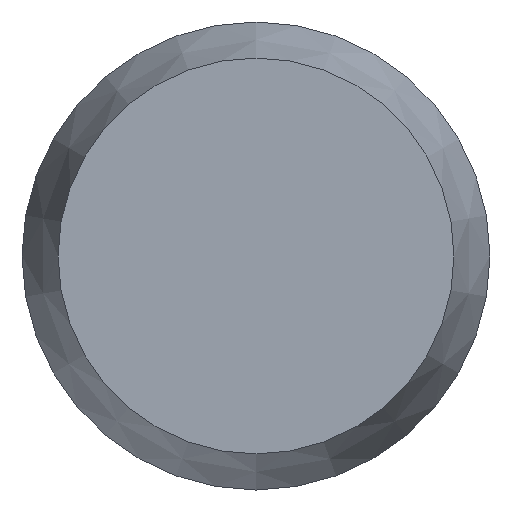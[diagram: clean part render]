
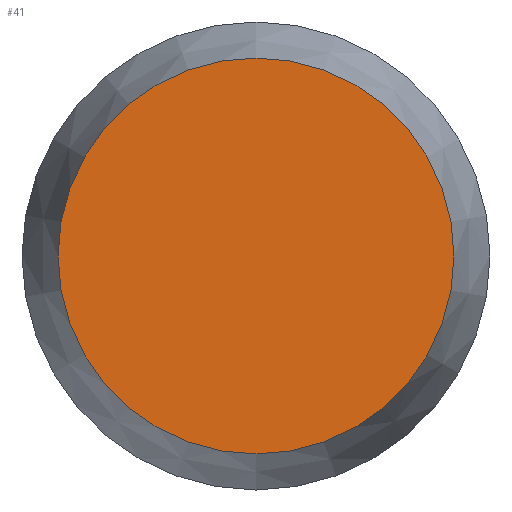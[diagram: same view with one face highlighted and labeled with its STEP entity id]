
A CAD part, left-side view. The second image highlights one B-rep face of the part: STEP entity #41.
In plain terms, the highlighted planar face has unit normal (-1, 0, 0).
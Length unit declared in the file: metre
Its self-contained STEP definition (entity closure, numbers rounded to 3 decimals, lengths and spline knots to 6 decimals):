
#41 = ADVANCED_FACE( '', ( #84 ), #85, .F. );
#84 = FACE_OUTER_BOUND( '', #126, .T. );
#85 = PLANE( '', #127 );
#126 = EDGE_LOOP( '', ( #170 ) );
#127 = AXIS2_PLACEMENT_3D( '', #171, #172, #173 );
#170 = ORIENTED_EDGE( '', *, *, #200, .F. );
#171 = CARTESIAN_POINT( '', ( 0., 0., 0. ) );
#172 = DIRECTION( '', ( 1., 0., 0. ) );
#173 = DIRECTION( '', ( 0., 1., 0. ) );
#200 = EDGE_CURVE( '', #219, #219, #220, .T. );
#219 = VERTEX_POINT( '', #244 );
#220 = CIRCLE( '', #245, 0.006767 );
#244 = CARTESIAN_POINT( '', ( 0., 0., -0.006767 ) );
#245 = AXIS2_PLACEMENT_3D( '', #269, #270, #271 );
#269 = CARTESIAN_POINT( '', ( 0., 0., 0. ) );
#270 = DIRECTION( '', ( 1., 0., 0. ) );
#271 = DIRECTION( '', ( 0., 0., -1. ) );
